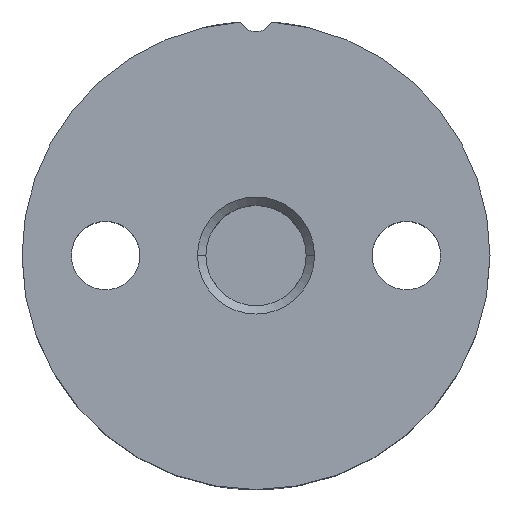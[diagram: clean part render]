
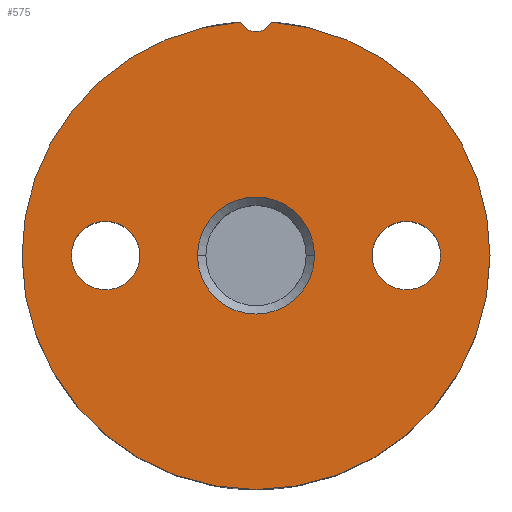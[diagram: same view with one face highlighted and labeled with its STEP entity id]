
A CAD part, top view. The second image highlights one B-rep face of the part: STEP entity #575.
In plain terms, the highlighted planar face has unit normal (0, 0, 1).
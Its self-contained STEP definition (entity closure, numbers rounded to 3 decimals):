
#241 = EDGE_CURVE ( 'NONE', #248, #249, #978, .T. ) ;
#243 = VERTEX_POINT ( 'NONE', #895 ) ;
#248 = VERTEX_POINT ( 'NONE', #955 ) ;
#249 = VERTEX_POINT ( 'NONE', #954 ) ;
#266 = EDGE_CURVE ( 'NONE', #243, #267, #975, .T. ) ;
#267 = VERTEX_POINT ( 'NONE', #976 ) ;
#291 = EDGE_CURVE ( 'NONE', #357, #358, #1088, .T. ) ;
#344 = EDGE_CURVE ( 'NONE', #354, #345, #1322, .T. ) ;
#345 = VERTEX_POINT ( 'NONE', #1309 ) ;
#354 = VERTEX_POINT ( 'NONE', #1305 ) ;
#357 = VERTEX_POINT ( 'NONE', #1301 ) ;
#358 = VERTEX_POINT ( 'NONE', #1238 ) ;
#397 = ORIENTED_EDGE ( 'NONE', *, *, #516, .T. ) ;
#404 = ORIENTED_EDGE ( 'NONE', *, *, #585, .T. ) ;
#405 = ORIENTED_EDGE ( 'NONE', *, *, #610, .T. ) ;
#406 = ORIENTED_EDGE ( 'NONE', *, *, #291, .T. ) ;
#407 = EDGE_LOOP ( 'NONE', ( #571, #397 ) ) ;
#496 = ORIENTED_EDGE ( 'NONE', *, *, #497, .T. ) ;
#497 = EDGE_CURVE ( 'NONE', #345, #354, #1622, .T. ) ;
#498 = ORIENTED_EDGE ( 'NONE', *, *, #534, .T. ) ;
#499 = ORIENTED_EDGE ( 'NONE', *, *, #266, .T. ) ;
#516 = EDGE_CURVE ( 'NONE', #249, #248, #1794, .T. ) ;
#517 = EDGE_LOOP ( 'NONE', ( #404, #499 ) ) ;
#526 = ORIENTED_EDGE ( 'NONE', *, *, #344, .T. ) ;
#534 = EDGE_CURVE ( 'NONE', #358, #580, #1782, .T. ) ;
#535 = EDGE_LOOP ( 'NONE', ( #498, #574, #405, #406 ) ) ;
#571 = ORIENTED_EDGE ( 'NONE', *, *, #241, .T. ) ;
#574 = ORIENTED_EDGE ( 'NONE', *, *, #579, .T. ) ;
#575 = ADVANCED_FACE ( 'NONE', ( #2058, #2057, #2049, #2048 ), #2039, .T. ) ;
#579 = EDGE_CURVE ( 'NONE', #580, #611, #2072, .T. ) ;
#580 = VERTEX_POINT ( 'NONE', #1882 ) ;
#585 = EDGE_CURVE ( 'NONE', #267, #243, #1890, .T. ) ;
#586 = EDGE_LOOP ( 'NONE', ( #496, #526 ) ) ;
#610 = EDGE_CURVE ( 'NONE', #611, #357, #2283, .T. ) ;
#611 = VERTEX_POINT ( 'NONE', #2275 ) ;
#895 = CARTESIAN_POINT ( 'NONE',  ( -6.95, 0., 15. ) ) ;
#896 = DIRECTION ( 'NONE',  ( 1., 0., 0. ) ) ;
#918 = DIRECTION ( 'NONE',  ( 0., 0., -1. ) ) ;
#919 = CARTESIAN_POINT ( 'NONE',  ( 0., 0., 15. ) ) ;
#954 = CARTESIAN_POINT ( 'NONE',  ( -3.5, 0., 15. ) ) ;
#955 = CARTESIAN_POINT ( 'NONE',  ( 3.5, 0., 15. ) ) ;
#971 = DIRECTION ( 'NONE',  ( 1., 0., 0. ) ) ;
#972 = DIRECTION ( 'NONE',  ( 0., 0., -1. ) ) ;
#973 = CARTESIAN_POINT ( 'NONE',  ( -9., 0., 15. ) ) ;
#974 = AXIS2_PLACEMENT_3D ( 'NONE', #973, #972, #971 ) ;
#975 = CIRCLE ( 'NONE', #974, 2.05 ) ;
#976 = CARTESIAN_POINT ( 'NONE',  ( -11.05, 0., 15. ) ) ;
#978 = CIRCLE ( 'NONE', #979, 3.5 ) ;
#979 = AXIS2_PLACEMENT_3D ( 'NONE', #919, #918, #896 ) ;
#1015 = CARTESIAN_POINT ( 'NONE',  ( 0., 0., 15. ) ) ;
#1075 = DIRECTION ( 'NONE',  ( 0., 0., 1. ) ) ;
#1088 = CIRCLE ( 'NONE', #1161, 14. ) ;
#1143 = DIRECTION ( 'NONE',  ( 1., 0., 0. ) ) ;
#1161 = AXIS2_PLACEMENT_3D ( 'NONE', #1015, #1075, #1143 ) ;
#1232 = DIRECTION ( 'NONE',  ( 0., 0., -1. ) ) ;
#1233 = CARTESIAN_POINT ( 'NONE',  ( 9., 0., 15. ) ) ;
#1238 = CARTESIAN_POINT ( 'NONE',  ( 0.903, 13.971, 15. ) ) ;
#1301 = CARTESIAN_POINT ( 'NONE',  ( 14., 0., 15. ) ) ;
#1305 = CARTESIAN_POINT ( 'NONE',  ( 11.05, 0., 15. ) ) ;
#1309 = CARTESIAN_POINT ( 'NONE',  ( 6.95, 0., 15. ) ) ;
#1310 = DIRECTION ( 'NONE',  ( 1., 0., 0. ) ) ;
#1321 = AXIS2_PLACEMENT_3D ( 'NONE', #1233, #1232, #1310 ) ;
#1322 = CIRCLE ( 'NONE', #1321, 2.05 ) ;
#1618 = DIRECTION ( 'NONE',  ( 1., 0., 0. ) ) ;
#1619 = DIRECTION ( 'NONE',  ( 0., 0., -1. ) ) ;
#1620 = CARTESIAN_POINT ( 'NONE',  ( 9., 0., 15. ) ) ;
#1621 = AXIS2_PLACEMENT_3D ( 'NONE', #1620, #1619, #1618 ) ;
#1622 = CIRCLE ( 'NONE', #1621, 2.05 ) ;
#1705 = CARTESIAN_POINT ( 'NONE',  ( 0., 0., 15. ) ) ;
#1707 = DIRECTION ( 'NONE',  ( 0., 0., -1. ) ) ;
#1779 = DIRECTION ( 'NONE',  ( -1., 0., 0. ) ) ;
#1780 = DIRECTION ( 'NONE',  ( 0., 0., -1. ) ) ;
#1781 = AXIS2_PLACEMENT_3D ( 'NONE', #1841, #1780, #1779 ) ;
#1782 = CIRCLE ( 'NONE', #1781, 1. ) ;
#1794 = CIRCLE ( 'NONE', #1796, 3.5 ) ;
#1795 = DIRECTION ( 'NONE',  ( 1., 0., 0. ) ) ;
#1796 = AXIS2_PLACEMENT_3D ( 'NONE', #1705, #1707, #1795 ) ;
#1841 = CARTESIAN_POINT ( 'NONE',  ( 0., 14.4, 15. ) ) ;
#1882 = CARTESIAN_POINT ( 'NONE',  ( -0.903, 13.971, 15. ) ) ;
#1883 = DIRECTION ( 'NONE',  ( 1., 0., 0. ) ) ;
#1886 = DIRECTION ( 'NONE',  ( 1., 0., 0. ) ) ;
#1887 = DIRECTION ( 'NONE',  ( 0., 0., -1. ) ) ;
#1888 = CARTESIAN_POINT ( 'NONE',  ( -9., 0., 15. ) ) ;
#1889 = AXIS2_PLACEMENT_3D ( 'NONE', #1888, #1887, #1886 ) ;
#1890 = CIRCLE ( 'NONE', #1889, 2.05 ) ;
#2036 = DIRECTION ( 'NONE',  ( 0., 0., 1. ) ) ;
#2037 = CARTESIAN_POINT ( 'NONE',  ( 0., 0., 15. ) ) ;
#2038 = AXIS2_PLACEMENT_3D ( 'NONE', #2037, #2036, #2073 ) ;
#2039 = PLANE ( 'NONE',  #2038 ) ;
#2048 = FACE_BOUND ( 'NONE', #586, .T. ) ;
#2049 = FACE_BOUND ( 'NONE', #517, .T. ) ;
#2057 = FACE_BOUND ( 'NONE', #407, .T. ) ;
#2058 = FACE_OUTER_BOUND ( 'NONE', #535, .T. ) ;
#2069 = DIRECTION ( 'NONE',  ( 0., 0., 1. ) ) ;
#2070 = CARTESIAN_POINT ( 'NONE',  ( 0., 0., 15. ) ) ;
#2071 = AXIS2_PLACEMENT_3D ( 'NONE', #2070, #2069, #1883 ) ;
#2072 = CIRCLE ( 'NONE', #2071, 14. ) ;
#2073 = DIRECTION ( 'NONE',  ( 1., 0., 0. ) ) ;
#2246 = CARTESIAN_POINT ( 'NONE',  ( 0., 0., 15. ) ) ;
#2247 = AXIS2_PLACEMENT_3D ( 'NONE', #2246, #2277, #2276 ) ;
#2275 = CARTESIAN_POINT ( 'NONE',  ( -14., 0., 15. ) ) ;
#2276 = DIRECTION ( 'NONE',  ( 1., 0., 0. ) ) ;
#2277 = DIRECTION ( 'NONE',  ( 0., 0., 1. ) ) ;
#2283 = CIRCLE ( 'NONE', #2247, 14. ) ;
